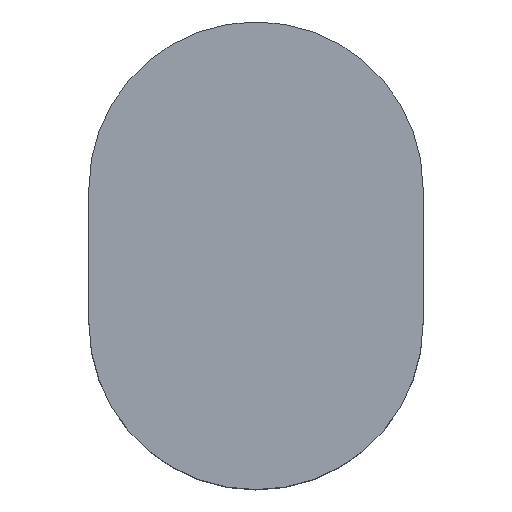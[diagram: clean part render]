
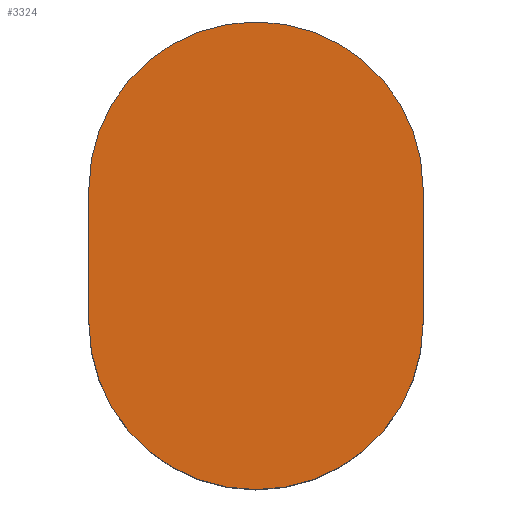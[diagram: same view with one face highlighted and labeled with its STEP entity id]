
A CAD part, top view. The second image highlights one B-rep face of the part: STEP entity #3324.
In plain terms, the highlighted planar face has unit normal (0, 0, 1).
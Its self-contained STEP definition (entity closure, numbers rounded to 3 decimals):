
#18 = EDGE_CURVE ( 'NONE', #3209, #3489, #27, .T. ) ;
#27 = LINE ( 'NONE', #1339, #1152 ) ;
#34 = VERTEX_POINT ( 'NONE', #801 ) ;
#40 = LINE ( 'NONE', #3066, #331 ) ;
#221 = EDGE_CURVE ( 'NONE', #2887, #34, #3768, .T. ) ;
#270 = AXIS2_PLACEMENT_3D ( 'NONE', #326, #2267, #1615 ) ;
#315 = CARTESIAN_POINT ( 'NONE',  ( -29.138, 5.909, 2.7 ) ) ;
#326 = CARTESIAN_POINT ( 'NONE',  ( -31.138, 4.3, 2.7 ) ) ;
#331 = VECTOR ( 'NONE', #3668, 1000. ) ;
#335 = ORIENTED_EDGE ( 'NONE', *, *, #3117, .T. ) ;
#393 = ORIENTED_EDGE ( 'NONE', *, *, #1742, .T. ) ;
#537 = VECTOR ( 'NONE', #2821, 1000. ) ;
#539 = DIRECTION ( 'NONE',  ( 1., 0., 0. ) ) ;
#591 = VERTEX_POINT ( 'NONE', #808 ) ;
#638 = LINE ( 'NONE', #3557, #1975 ) ;
#702 = ORIENTED_EDGE ( 'NONE', *, *, #1504, .T. ) ;
#747 = ORIENTED_EDGE ( 'NONE', *, *, #1992, .T. ) ;
#801 = CARTESIAN_POINT ( 'NONE',  ( -31.148, 7.909, 2.7 ) ) ;
#808 = CARTESIAN_POINT ( 'NONE',  ( -29.138, 4.3, 2.7 ) ) ;
#868 = ORIENTED_EDGE ( 'NONE', *, *, #221, .T. ) ;
#1020 = CIRCLE ( 'NONE', #2734, 2. ) ;
#1152 = VECTOR ( 'NONE', #2646, 1000. ) ;
#1266 = DIRECTION ( 'NONE',  ( 0., 0., 1. ) ) ;
#1268 = CARTESIAN_POINT ( 'NONE',  ( -31.138, 2.3, 2.7 ) ) ;
#1291 = AXIS2_PLACEMENT_3D ( 'NONE', #3724, #3745, #3378 ) ;
#1339 = CARTESIAN_POINT ( 'NONE',  ( -31.148, 2.3, 2.7 ) ) ;
#1375 = EDGE_CURVE ( 'NONE', #1476, #2887, #3414, .T. ) ;
#1406 = EDGE_LOOP ( 'NONE', ( #702, #1677, #868, #393, #3549, #335, #3188, #747 ) ) ;
#1476 = VERTEX_POINT ( 'NONE', #315 ) ;
#1504 = EDGE_CURVE ( 'NONE', #591, #1476, #638, .T. ) ;
#1586 = CARTESIAN_POINT ( 'NONE',  ( -33.148, 4.3, 2.7 ) ) ;
#1615 = DIRECTION ( 'NONE',  ( 1., 0., 0. ) ) ;
#1638 = AXIS2_PLACEMENT_3D ( 'NONE', #1696, #1763, #3004 ) ;
#1666 = VERTEX_POINT ( 'NONE', #1586 ) ;
#1677 = ORIENTED_EDGE ( 'NONE', *, *, #1375, .T. ) ;
#1696 = CARTESIAN_POINT ( 'NONE',  ( -31.148, 4.3, 2.7 ) ) ;
#1742 = EDGE_CURVE ( 'NONE', #34, #2377, #1020, .T. ) ;
#1763 = DIRECTION ( 'NONE',  ( 0., 0., 1. ) ) ;
#1975 = VECTOR ( 'NONE', #2276, 1000. ) ;
#1992 = EDGE_CURVE ( 'NONE', #3489, #591, #4245, .T. ) ;
#2182 = CIRCLE ( 'NONE', #1638, 2. ) ;
#2267 = DIRECTION ( 'NONE',  ( 0., 0., 1. ) ) ;
#2276 = DIRECTION ( 'NONE',  ( 0., 1., 0. ) ) ;
#2377 = VERTEX_POINT ( 'NONE', #3096 ) ;
#2429 = CARTESIAN_POINT ( 'NONE',  ( -31.138, 7.909, 2.7 ) ) ;
#2512 = CARTESIAN_POINT ( 'NONE',  ( 0., 0., 2.7 ) ) ;
#2646 = DIRECTION ( 'NONE',  ( 1., 0., 0. ) ) ;
#2734 = AXIS2_PLACEMENT_3D ( 'NONE', #3516, #1266, #2873 ) ;
#2763 = EDGE_CURVE ( 'NONE', #2377, #1666, #40, .T. ) ;
#2821 = DIRECTION ( 'NONE',  ( -1., 0., 0. ) ) ;
#2873 = DIRECTION ( 'NONE',  ( 1., 0., 0. ) ) ;
#2887 = VERTEX_POINT ( 'NONE', #2429 ) ;
#3004 = DIRECTION ( 'NONE',  ( 1., 0., 0. ) ) ;
#3066 = CARTESIAN_POINT ( 'NONE',  ( -33.148, 5.909, 2.7 ) ) ;
#3080 = AXIS2_PLACEMENT_3D ( 'NONE', #2512, #3800, #539 ) ;
#3096 = CARTESIAN_POINT ( 'NONE',  ( -33.148, 5.909, 2.7 ) ) ;
#3117 = EDGE_CURVE ( 'NONE', #1666, #3209, #2182, .T. ) ;
#3188 = ORIENTED_EDGE ( 'NONE', *, *, #18, .T. ) ;
#3209 = VERTEX_POINT ( 'NONE', #3411 ) ;
#3324 = ADVANCED_FACE ( 'NONE', ( #4085 ), #3780, .T. ) ;
#3378 = DIRECTION ( 'NONE',  ( -1., 0., 0. ) ) ;
#3411 = CARTESIAN_POINT ( 'NONE',  ( -31.148, 2.3, 2.7 ) ) ;
#3414 = CIRCLE ( 'NONE', #1291, 2. ) ;
#3439 = CARTESIAN_POINT ( 'NONE',  ( -31.148, 7.909, 2.7 ) ) ;
#3489 = VERTEX_POINT ( 'NONE', #1268 ) ;
#3516 = CARTESIAN_POINT ( 'NONE',  ( -31.148, 5.909, 2.7 ) ) ;
#3549 = ORIENTED_EDGE ( 'NONE', *, *, #2763, .T. ) ;
#3557 = CARTESIAN_POINT ( 'NONE',  ( -29.138, 5.909, 2.7 ) ) ;
#3668 = DIRECTION ( 'NONE',  ( 0., -1., 0. ) ) ;
#3724 = CARTESIAN_POINT ( 'NONE',  ( -31.138, 5.909, 2.7 ) ) ;
#3745 = DIRECTION ( 'NONE',  ( 0., 0., 1. ) ) ;
#3768 = LINE ( 'NONE', #3439, #537 ) ;
#3780 = PLANE ( 'NONE',  #3080 ) ;
#3800 = DIRECTION ( 'NONE',  ( 0., 0., 1. ) ) ;
#4085 = FACE_OUTER_BOUND ( 'NONE', #1406, .T. ) ;
#4245 = CIRCLE ( 'NONE', #270, 2. ) ;
